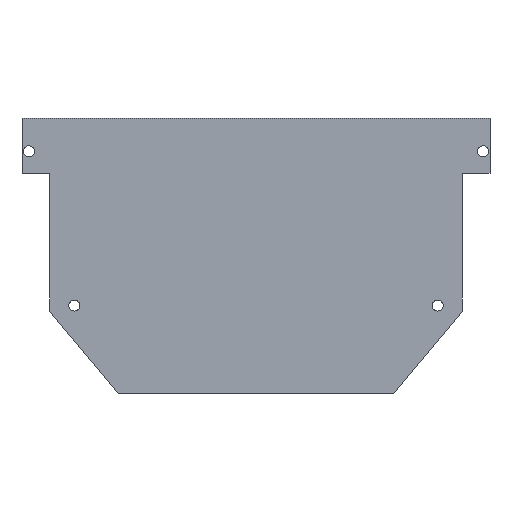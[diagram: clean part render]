
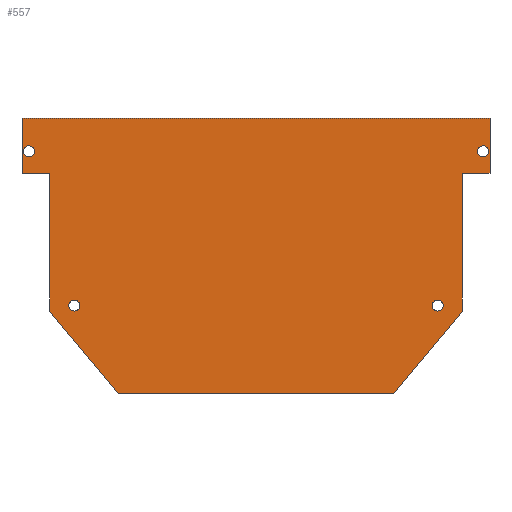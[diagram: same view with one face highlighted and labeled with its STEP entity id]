
A CAD part, front view. The second image highlights one B-rep face of the part: STEP entity #557.
In plain terms, the highlighted planar face has unit normal (0, -1, 0).
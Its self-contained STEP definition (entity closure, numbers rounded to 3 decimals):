
#23=FACE_BOUND('',#123,.T.);
#24=FACE_BOUND('',#124,.T.);
#25=FACE_BOUND('',#125,.T.);
#26=FACE_BOUND('',#126,.T.);
#51=PLANE('',#618);
#82=FACE_OUTER_BOUND('',#122,.T.);
#122=EDGE_LOOP('',(#505,#506,#507,#508,#509,#510,#511,#512,#513,#514));
#123=EDGE_LOOP('',(#515));
#124=EDGE_LOOP('',(#516));
#125=EDGE_LOOP('',(#517));
#126=EDGE_LOOP('',(#518));
#153=LINE('',#864,#209);
#157=LINE('',#872,#213);
#160=LINE('',#878,#216);
#163=LINE('',#884,#219);
#166=LINE('',#890,#222);
#169=LINE('',#896,#225);
#172=LINE('',#902,#228);
#175=LINE('',#908,#231);
#178=LINE('',#914,#234);
#181=LINE('',#919,#237);
#209=VECTOR('',#719,10.);
#213=VECTOR('',#725,10.);
#216=VECTOR('',#730,10.);
#219=VECTOR('',#735,10.);
#222=VECTOR('',#740,10.);
#225=VECTOR('',#745,10.);
#228=VECTOR('',#750,10.);
#231=VECTOR('',#755,10.);
#234=VECTOR('',#760,10.);
#237=VECTOR('',#765,10.);
#248=CIRCLE('',#597,2.);
#250=CIRCLE('',#600,2.);
#252=CIRCLE('',#603,2.);
#254=CIRCLE('',#606,2.);
#276=VERTEX_POINT('',#840);
#278=VERTEX_POINT('',#846);
#280=VERTEX_POINT('',#852);
#282=VERTEX_POINT('',#858);
#283=VERTEX_POINT('',#862);
#284=VERTEX_POINT('',#863);
#287=VERTEX_POINT('',#871);
#289=VERTEX_POINT('',#877);
#291=VERTEX_POINT('',#883);
#293=VERTEX_POINT('',#889);
#295=VERTEX_POINT('',#895);
#297=VERTEX_POINT('',#901);
#299=VERTEX_POINT('',#907);
#301=VERTEX_POINT('',#913);
#335=EDGE_CURVE('',#276,#276,#248,.T.);
#338=EDGE_CURVE('',#278,#278,#250,.T.);
#341=EDGE_CURVE('',#280,#280,#252,.T.);
#344=EDGE_CURVE('',#282,#282,#254,.T.);
#345=EDGE_CURVE('',#283,#284,#153,.T.);
#349=EDGE_CURVE('',#284,#287,#157,.T.);
#352=EDGE_CURVE('',#287,#289,#160,.T.);
#355=EDGE_CURVE('',#289,#291,#163,.T.);
#358=EDGE_CURVE('',#291,#293,#166,.T.);
#361=EDGE_CURVE('',#293,#295,#169,.T.);
#364=EDGE_CURVE('',#297,#295,#172,.T.);
#367=EDGE_CURVE('',#299,#297,#175,.T.);
#370=EDGE_CURVE('',#301,#299,#178,.T.);
#373=EDGE_CURVE('',#283,#301,#181,.T.);
#505=ORIENTED_EDGE('',*,*,#373,.F.);
#506=ORIENTED_EDGE('',*,*,#345,.T.);
#507=ORIENTED_EDGE('',*,*,#349,.T.);
#508=ORIENTED_EDGE('',*,*,#352,.T.);
#509=ORIENTED_EDGE('',*,*,#355,.T.);
#510=ORIENTED_EDGE('',*,*,#358,.T.);
#511=ORIENTED_EDGE('',*,*,#361,.T.);
#512=ORIENTED_EDGE('',*,*,#364,.F.);
#513=ORIENTED_EDGE('',*,*,#367,.F.);
#514=ORIENTED_EDGE('',*,*,#370,.F.);
#515=ORIENTED_EDGE('',*,*,#344,.F.);
#516=ORIENTED_EDGE('',*,*,#341,.F.);
#517=ORIENTED_EDGE('',*,*,#338,.F.);
#518=ORIENTED_EDGE('',*,*,#335,.F.);
#557=ADVANCED_FACE('',(#82,#23,#24,#25,#26),#51,.F.);
#597=AXIS2_PLACEMENT_3D('',#842,#694,#695);
#600=AXIS2_PLACEMENT_3D('',#848,#701,#702);
#603=AXIS2_PLACEMENT_3D('',#854,#708,#709);
#606=AXIS2_PLACEMENT_3D('',#860,#715,#716);
#618=AXIS2_PLACEMENT_3D('',#922,#769,#770);
#694=DIRECTION('center_axis',(0.,-1.,0.));
#695=DIRECTION('ref_axis',(1.,0.,0.));
#701=DIRECTION('center_axis',(0.,-1.,0.));
#702=DIRECTION('ref_axis',(1.,0.,0.));
#708=DIRECTION('center_axis',(0.,-1.,0.));
#709=DIRECTION('ref_axis',(1.,0.,0.));
#715=DIRECTION('center_axis',(0.,-1.,0.));
#716=DIRECTION('ref_axis',(1.,0.,0.));
#719=DIRECTION('',(-1.,0.,0.));
#725=DIRECTION('',(0.,0.,-1.));
#730=DIRECTION('',(1.,0.,0.));
#735=DIRECTION('',(0.,0.,-1.));
#740=DIRECTION('',(0.64,0.,-0.768));
#745=DIRECTION('',(1.,0.,0.));
#750=DIRECTION('',(-0.64,0.,-0.768));
#755=DIRECTION('',(0.,0.,-1.));
#760=DIRECTION('',(-1.,0.,0.));
#765=DIRECTION('',(0.,0.,-1.));
#769=DIRECTION('center_axis',(0.,1.,0.));
#770=DIRECTION('ref_axis',(1.,0.,0.));
#840=CARTESIAN_POINT('',(64.,0.,-68.));
#842=CARTESIAN_POINT('Origin',(66.,0.,-68.));
#846=CARTESIAN_POINT('',(-84.5,0.,-12.));
#848=CARTESIAN_POINT('Origin',(-82.5,0.,-12.));
#852=CARTESIAN_POINT('',(-68.,0.,-68.));
#854=CARTESIAN_POINT('Origin',(-66.,0.,-68.));
#858=CARTESIAN_POINT('',(80.5,0.,-12.));
#860=CARTESIAN_POINT('Origin',(82.5,0.,-12.));
#862=CARTESIAN_POINT('',(85.,0.,0.));
#863=CARTESIAN_POINT('',(-85.,0.,0.));
#864=CARTESIAN_POINT('',(0.,0.,0.));
#871=CARTESIAN_POINT('',(-85.,0.,-20.));
#872=CARTESIAN_POINT('',(-85.,0.,0.));
#877=CARTESIAN_POINT('',(-75.,0.,-20.));
#878=CARTESIAN_POINT('',(-85.,0.,-20.));
#883=CARTESIAN_POINT('',(-75.,0.,-70.));
#884=CARTESIAN_POINT('',(-75.,0.,-20.));
#889=CARTESIAN_POINT('',(-50.,0.,-100.));
#890=CARTESIAN_POINT('',(-75.,0.,-70.));
#895=CARTESIAN_POINT('',(50.,0.,-100.));
#896=CARTESIAN_POINT('',(0.,0.,-100.));
#901=CARTESIAN_POINT('',(75.,0.,-70.));
#902=CARTESIAN_POINT('',(75.,0.,-70.));
#907=CARTESIAN_POINT('',(75.,0.,-20.));
#908=CARTESIAN_POINT('',(75.,0.,-20.));
#913=CARTESIAN_POINT('',(85.,0.,-20.));
#914=CARTESIAN_POINT('',(85.,0.,-20.));
#919=CARTESIAN_POINT('',(85.,0.,0.));
#922=CARTESIAN_POINT('Origin',(0.,0.,-50.));
